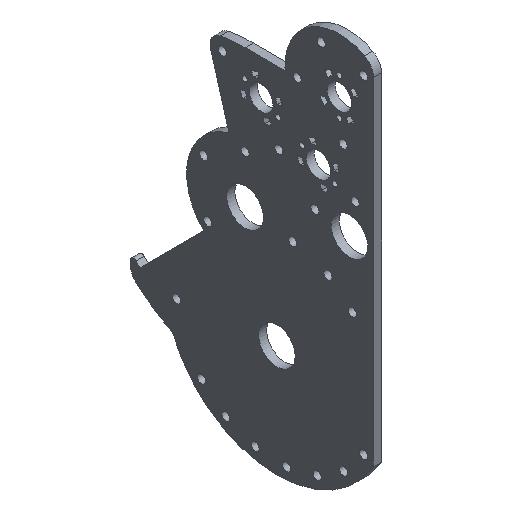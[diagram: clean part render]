
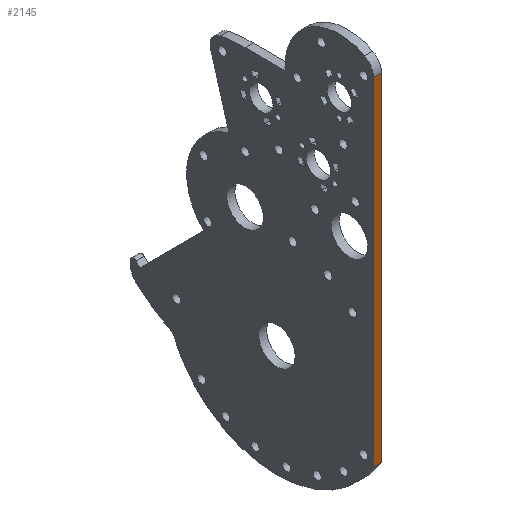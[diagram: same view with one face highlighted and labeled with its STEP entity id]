
A CAD part, isometric view. The second image highlights one B-rep face of the part: STEP entity #2145.
In plain terms, the highlighted planar face has unit normal (0, -1, 0).
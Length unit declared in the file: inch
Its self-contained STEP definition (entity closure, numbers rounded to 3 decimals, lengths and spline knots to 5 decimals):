
#137=PLANE('',#2392);
#236=FACE_OUTER_BOUND('',#337,.T.);
#337=EDGE_LOOP('',(#1771,#1772,#1773,#1774));
#590=LINE('',#3617,#751);
#591=LINE('',#3620,#752);
#592=LINE('',#3622,#753);
#593=LINE('',#3623,#754);
#751=VECTOR('',#3015,0.3937);
#752=VECTOR('',#3018,0.3937);
#753=VECTOR('',#3019,0.3937);
#754=VECTOR('',#3020,0.3937);
#1084=VERTEX_POINT('',#3613);
#1085=VERTEX_POINT('',#3615);
#1086=VERTEX_POINT('',#3619);
#1087=VERTEX_POINT('',#3621);
#1378=EDGE_CURVE('',#1084,#1085,#590,.T.);
#1379=EDGE_CURVE('',#1086,#1084,#591,.T.);
#1380=EDGE_CURVE('',#1087,#1085,#592,.T.);
#1381=EDGE_CURVE('',#1086,#1087,#593,.T.);
#1771=ORIENTED_EDGE('',*,*,#1379,.T.);
#1772=ORIENTED_EDGE('',*,*,#1378,.T.);
#1773=ORIENTED_EDGE('',*,*,#1380,.F.);
#1774=ORIENTED_EDGE('',*,*,#1381,.F.);
#2145=ADVANCED_FACE('',(#236),#137,.T.);
#2392=AXIS2_PLACEMENT_3D('',#3618,#3016,#3017);
#3015=DIRECTION('',(1.,0.,0.));
#3016=DIRECTION('center_axis',(0.,-1.,0.));
#3017=DIRECTION('ref_axis',(0.,0.,-1.));
#3018=DIRECTION('',(0.,0.,-1.));
#3019=DIRECTION('',(0.,0.,-1.));
#3020=DIRECTION('',(1.,0.,0.));
#3613=CARTESIAN_POINT('',(0.,-3.95418,-4.96083));
#3615=CARTESIAN_POINT('',(0.25,-3.95418,-4.96083));
#3617=CARTESIAN_POINT('',(0.,-3.95418,-4.96083));
#3618=CARTESIAN_POINT('Origin',(0.,-3.95418,5.43173));
#3619=CARTESIAN_POINT('',(0.,-3.95418,5.43173));
#3620=CARTESIAN_POINT('',(0.,-3.95418,5.43173));
#3621=CARTESIAN_POINT('',(0.25,-3.95418,5.43173));
#3622=CARTESIAN_POINT('',(0.25,-3.95418,5.43173));
#3623=CARTESIAN_POINT('',(0.,-3.95418,5.43173));
